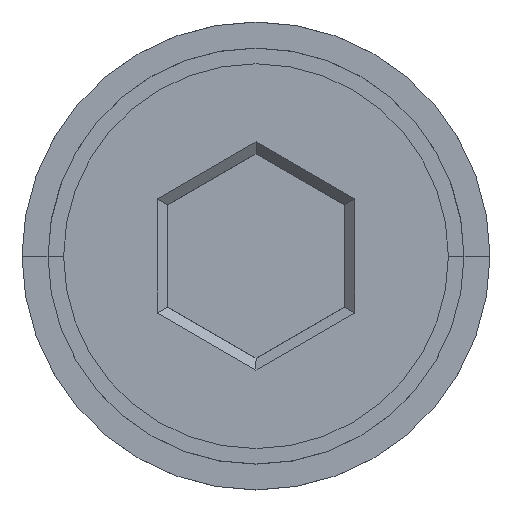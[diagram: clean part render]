
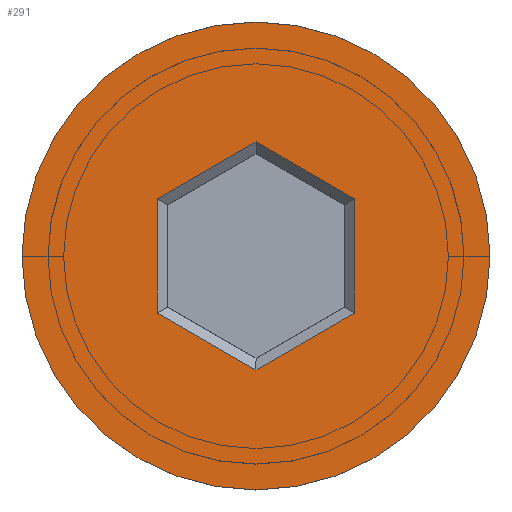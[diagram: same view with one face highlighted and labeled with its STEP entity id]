
A CAD part, top view. The second image highlights one B-rep face of the part: STEP entity #291.
In plain terms, the highlighted planar face has unit normal (0, 0, 1).
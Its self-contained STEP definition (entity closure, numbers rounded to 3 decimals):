
#23 = CARTESIAN_POINT ( 'NONE',  ( 1.9, 1.097, 0. ) ) ;
#58 = LINE ( 'NONE', #509, #1196 ) ;
#81 = CARTESIAN_POINT ( 'NONE',  ( 0., 0., 0. ) ) ;
#132 = DIRECTION ( 'NONE',  ( 0., 0., 1. ) ) ;
#154 = LINE ( 'NONE', #1234, #843 ) ;
#196 = VERTEX_POINT ( 'NONE', #1330 ) ;
#202 = LINE ( 'NONE', #407, #802 ) ;
#205 = DIRECTION ( 'NONE',  ( 0.866, -0.5, 0. ) ) ;
#225 = LINE ( 'NONE', #657, #384 ) ;
#265 = ORIENTED_EDGE ( 'NONE', *, *, #1430, .T. ) ;
#274 = EDGE_CURVE ( 'NONE', #373, #196, #1072, .T. ) ;
#291 = ADVANCED_FACE ( 'NONE', ( #1098, #567 ), #993, .T. ) ;
#310 = EDGE_CURVE ( 'NONE', #940, #807, #965, .T. ) ;
#314 = DIRECTION ( 'NONE',  ( 1., 0., 0. ) ) ;
#320 = EDGE_LOOP ( 'NONE', ( #759, #1358 ) ) ;
#336 = ORIENTED_EDGE ( 'NONE', *, *, #1036, .T. ) ;
#342 = DIRECTION ( 'NONE',  ( -0.866, -0.5, 0. ) ) ;
#373 = VERTEX_POINT ( 'NONE', #1401 ) ;
#384 = VECTOR ( 'NONE', #510, 1000. ) ;
#407 = CARTESIAN_POINT ( 'NONE',  ( -1.9, 0.981, 0. ) ) ;
#419 = VERTEX_POINT ( 'NONE', #929 ) ;
#420 = CARTESIAN_POINT ( 'NONE',  ( 1.8, 1.155, 0. ) ) ;
#468 = DIRECTION ( 'NONE',  ( 1., 0., 0. ) ) ;
#499 = VECTOR ( 'NONE', #205, 1000. ) ;
#509 = CARTESIAN_POINT ( 'NONE',  ( -0.1, 2.136, 0. ) ) ;
#510 = DIRECTION ( 'NONE',  ( 0., -1., 0. ) ) ;
#554 = ORIENTED_EDGE ( 'NONE', *, *, #684, .T. ) ;
#555 = DIRECTION ( 'NONE',  ( 0., 0., 1. ) ) ;
#567 = FACE_OUTER_BOUND ( 'NONE', #320, .T. ) ;
#579 = VECTOR ( 'NONE', #342, 1000. ) ;
#593 = AXIS2_PLACEMENT_3D ( 'NONE', #81, #860, #314 ) ;
#655 = VERTEX_POINT ( 'NONE', #1270 ) ;
#657 = CARTESIAN_POINT ( 'NONE',  ( 1.9, -0.981, 0. ) ) ;
#684 = EDGE_CURVE ( 'NONE', #807, #655, #225, .T. ) ;
#722 = EDGE_LOOP ( 'NONE', ( #265, #1055, #1417, #747, #554, #336 ) ) ;
#747 = ORIENTED_EDGE ( 'NONE', *, *, #310, .T. ) ;
#759 = ORIENTED_EDGE ( 'NONE', *, *, #996, .T. ) ;
#796 = CARTESIAN_POINT ( 'NONE',  ( -1.9, -1.097, 0. ) ) ;
#802 = VECTOR ( 'NONE', #1307, 1000. ) ;
#807 = VERTEX_POINT ( 'NONE', #23 ) ;
#843 = VECTOR ( 'NONE', #1369, 1000. ) ;
#860 = DIRECTION ( 'NONE',  ( 0., 0., 1. ) ) ;
#929 = CARTESIAN_POINT ( 'NONE',  ( 0., -2.194, 0. ) ) ;
#935 = CARTESIAN_POINT ( 'NONE',  ( 0., 2.194, 0. ) ) ;
#939 = DIRECTION ( 'NONE',  ( 0.866, 0.5, 0. ) ) ;
#940 = VERTEX_POINT ( 'NONE', #935 ) ;
#965 = LINE ( 'NONE', #420, #499 ) ;
#966 = CARTESIAN_POINT ( 'NONE',  ( -1.9, 1.097, 0. ) ) ;
#993 = PLANE ( 'NONE',  #1122 ) ;
#996 = EDGE_CURVE ( 'NONE', #196, #373, #1221, .T. ) ;
#999 = CARTESIAN_POINT ( 'NONE',  ( 0., 0., 0. ) ) ;
#1036 = EDGE_CURVE ( 'NONE', #655, #419, #1241, .T. ) ;
#1055 = ORIENTED_EDGE ( 'NONE', *, *, #1105, .T. ) ;
#1072 = CIRCLE ( 'NONE', #1163, 4.5 ) ;
#1098 = FACE_BOUND ( 'NONE', #722, .T. ) ;
#1105 = EDGE_CURVE ( 'NONE', #1346, #1119, #202, .T. ) ;
#1119 = VERTEX_POINT ( 'NONE', #966 ) ;
#1122 = AXIS2_PLACEMENT_3D ( 'NONE', #999, #555, #1290 ) ;
#1129 = CARTESIAN_POINT ( 'NONE',  ( 0., 0., 0. ) ) ;
#1163 = AXIS2_PLACEMENT_3D ( 'NONE', #1129, #132, #468 ) ;
#1164 = EDGE_CURVE ( 'NONE', #1119, #940, #58, .T. ) ;
#1196 = VECTOR ( 'NONE', #939, 1000. ) ;
#1221 = CIRCLE ( 'NONE', #593, 4.5 ) ;
#1234 = CARTESIAN_POINT ( 'NONE',  ( -1.8, -1.155, 0. ) ) ;
#1241 = LINE ( 'NONE', #1409, #579 ) ;
#1270 = CARTESIAN_POINT ( 'NONE',  ( 1.9, -1.097, 0. ) ) ;
#1290 = DIRECTION ( 'NONE',  ( 1., 0., 0. ) ) ;
#1307 = DIRECTION ( 'NONE',  ( 0., 1., 0. ) ) ;
#1330 = CARTESIAN_POINT ( 'NONE',  ( 4.5, 0., 0. ) ) ;
#1346 = VERTEX_POINT ( 'NONE', #796 ) ;
#1358 = ORIENTED_EDGE ( 'NONE', *, *, #274, .T. ) ;
#1369 = DIRECTION ( 'NONE',  ( -0.866, 0.5, 0. ) ) ;
#1401 = CARTESIAN_POINT ( 'NONE',  ( -4.5, 0., 0. ) ) ;
#1409 = CARTESIAN_POINT ( 'NONE',  ( 0.1, -2.136, 0. ) ) ;
#1417 = ORIENTED_EDGE ( 'NONE', *, *, #1164, .T. ) ;
#1430 = EDGE_CURVE ( 'NONE', #419, #1346, #154, .T. ) ;
